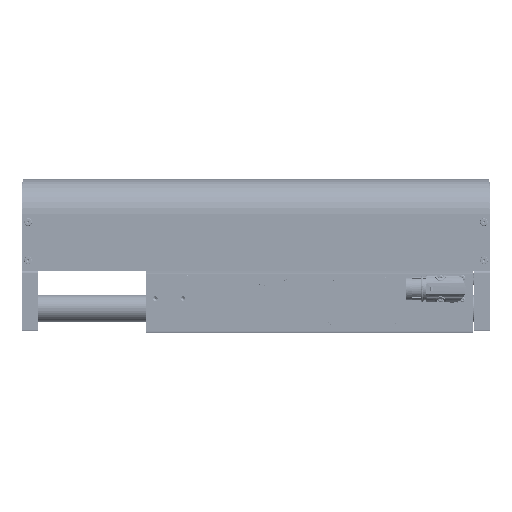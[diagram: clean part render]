
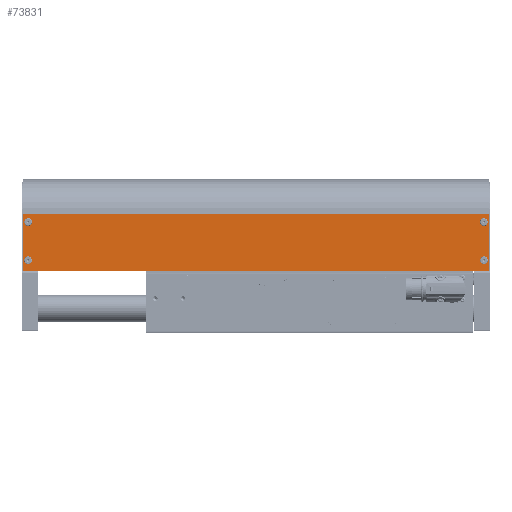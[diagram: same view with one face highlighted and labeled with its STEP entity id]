
A CAD part, top view. The second image highlights one B-rep face of the part: STEP entity #73831.
In plain terms, the highlighted face is planar.
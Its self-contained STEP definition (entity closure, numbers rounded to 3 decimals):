
#957 = CARTESIAN_POINT ( 'NONE',  ( -32., 0., 427. ) ) ;
#1747 = DIRECTION ( 'NONE',  ( 0., 0., 1. ) ) ;
#1933 = EDGE_LOOP ( 'NONE', ( #17251 ) ) ;
#3297 = VECTOR ( 'NONE', #45235, 1000. ) ;
#4740 = ORIENTED_EDGE ( 'NONE', *, *, #13693, .F. ) ;
#7273 = EDGE_CURVE ( 'NONE', #13045, #68414, #62202, .T. ) ;
#7970 = VERTEX_POINT ( 'NONE', #20608 ) ;
#9145 = CARTESIAN_POINT ( 'NONE',  ( -32., -7., 5. ) ) ;
#9264 = EDGE_LOOP ( 'NONE', ( #4740 ) ) ;
#9684 = CIRCLE ( 'NONE', #55140, 2.4 ) ;
#10176 = CARTESIAN_POINT ( 'NONE',  ( -32., 0., 0. ) ) ;
#10644 = CARTESIAN_POINT ( 'NONE',  ( -32., 0., 427. ) ) ;
#12222 = DIRECTION ( 'NONE',  ( 0., 1., 0. ) ) ;
#13045 = VERTEX_POINT ( 'NONE', #10644 ) ;
#13693 = EDGE_CURVE ( 'NONE', #53040, #53040, #9684, .T. ) ;
#14299 = EDGE_LOOP ( 'NONE', ( #48536, #52639, #21932, #64281 ) ) ;
#15253 = CARTESIAN_POINT ( 'NONE',  ( -32., -7., 422. ) ) ;
#15500 = EDGE_CURVE ( 'NONE', #7970, #7970, #65014, .T. ) ;
#15746 = DIRECTION ( 'NONE',  ( 0., -1., 0. ) ) ;
#16030 = DIRECTION ( 'NONE',  ( 0., 0., 1. ) ) ;
#17251 = ORIENTED_EDGE ( 'NONE', *, *, #15500, .F. ) ;
#18176 = VERTEX_POINT ( 'NONE', #18565 ) ;
#18565 = CARTESIAN_POINT ( 'NONE',  ( -32., -42., 424.4 ) ) ;
#19046 = LINE ( 'NONE', #54490, #48366 ) ;
#19454 = CIRCLE ( 'NONE', #67481, 2.4 ) ;
#19823 = EDGE_LOOP ( 'NONE', ( #31797 ) ) ;
#20608 = CARTESIAN_POINT ( 'NONE',  ( -32., -7., 424.4 ) ) ;
#20875 = VERTEX_POINT ( 'NONE', #10176 ) ;
#21028 = CARTESIAN_POINT ( 'NONE',  ( -32., -51.5, 0. ) ) ;
#21811 = EDGE_CURVE ( 'NONE', #24395, #24395, #19454, .T. ) ;
#21932 = ORIENTED_EDGE ( 'NONE', *, *, #7273, .F. ) ;
#23366 = FACE_BOUND ( 'NONE', #9264, .T. ) ;
#24395 = VERTEX_POINT ( 'NONE', #29829 ) ;
#25916 = LINE ( 'NONE', #957, #74969 ) ;
#26045 = DIRECTION ( 'NONE',  ( -1., 0., 0. ) ) ;
#28404 = CARTESIAN_POINT ( 'NONE',  ( -32., 0., 427. ) ) ;
#28615 = EDGE_CURVE ( 'NONE', #20875, #73975, #45032, .T. ) ;
#29829 = CARTESIAN_POINT ( 'NONE',  ( -32., -42., 7.4 ) ) ;
#29914 = DIRECTION ( 'NONE',  ( 0., 0., 1. ) ) ;
#29932 = VECTOR ( 'NONE', #15746, 1000. ) ;
#31509 = EDGE_CURVE ( 'NONE', #18176, #18176, #67145, .T. ) ;
#31716 = DIRECTION ( 'NONE',  ( 0., 0., -1. ) ) ;
#31785 = AXIS2_PLACEMENT_3D ( 'NONE', #15253, #75014, #16030 ) ;
#31797 = ORIENTED_EDGE ( 'NONE', *, *, #31509, .F. ) ;
#32175 = DIRECTION ( 'NONE',  ( -1., 0., 0. ) ) ;
#34184 = FACE_BOUND ( 'NONE', #36848, .T. ) ;
#36848 = EDGE_LOOP ( 'NONE', ( #64993 ) ) ;
#38325 = DIRECTION ( 'NONE',  ( 0., 0., 1. ) ) ;
#38695 = CARTESIAN_POINT ( 'NONE',  ( -32., 0., 427. ) ) ;
#43770 = AXIS2_PLACEMENT_3D ( 'NONE', #53034, #47234, #29914 ) ;
#45032 = LINE ( 'NONE', #68546, #29932 ) ;
#45235 = DIRECTION ( 'NONE',  ( 0., -1., 0. ) ) ;
#45756 = FACE_BOUND ( 'NONE', #19823, .T. ) ;
#47234 = DIRECTION ( 'NONE',  ( -1., 0., 0. ) ) ;
#48366 = VECTOR ( 'NONE', #1747, 1000. ) ;
#48536 = ORIENTED_EDGE ( 'NONE', *, *, #28615, .T. ) ;
#48731 = EDGE_CURVE ( 'NONE', #13045, #20875, #25916, .T. ) ;
#52276 = PLANE ( 'NONE',  #75445 ) ;
#52639 = ORIENTED_EDGE ( 'NONE', *, *, #56920, .T. ) ;
#53034 = CARTESIAN_POINT ( 'NONE',  ( -32., -42., 422. ) ) ;
#53040 = VERTEX_POINT ( 'NONE', #65766 ) ;
#53062 = FACE_OUTER_BOUND ( 'NONE', #14299, .T. ) ;
#54490 = CARTESIAN_POINT ( 'NONE',  ( -32., -51.5, 427. ) ) ;
#55140 = AXIS2_PLACEMENT_3D ( 'NONE', #9145, #26045, #68060 ) ;
#56920 = EDGE_CURVE ( 'NONE', #73975, #68414, #19046, .T. ) ;
#57437 = CARTESIAN_POINT ( 'NONE',  ( -32., -51.5, 427. ) ) ;
#61828 = CARTESIAN_POINT ( 'NONE',  ( -32., -42., 5. ) ) ;
#62202 = LINE ( 'NONE', #38695, #3297 ) ;
#64281 = ORIENTED_EDGE ( 'NONE', *, *, #48731, .T. ) ;
#64993 = ORIENTED_EDGE ( 'NONE', *, *, #21811, .F. ) ;
#65009 = FACE_BOUND ( 'NONE', #1933, .T. ) ;
#65014 = CIRCLE ( 'NONE', #31785, 2.4 ) ;
#65766 = CARTESIAN_POINT ( 'NONE',  ( -32., -7., 7.4 ) ) ;
#67145 = CIRCLE ( 'NONE', #43770, 2.4 ) ;
#67481 = AXIS2_PLACEMENT_3D ( 'NONE', #61828, #32175, #38325 ) ;
#68060 = DIRECTION ( 'NONE',  ( 0., 0., 1. ) ) ;
#68414 = VERTEX_POINT ( 'NONE', #57437 ) ;
#68546 = CARTESIAN_POINT ( 'NONE',  ( -32., 0., 0. ) ) ;
#69295 = DIRECTION ( 'NONE',  ( 1., 0., 0. ) ) ;
#73831 = ADVANCED_FACE ( 'NONE', ( #65009, #53062, #45756, #34184, #23366 ), #52276, .F. ) ;
#73975 = VERTEX_POINT ( 'NONE', #21028 ) ;
#74969 = VECTOR ( 'NONE', #31716, 1000. ) ;
#75014 = DIRECTION ( 'NONE',  ( -1., 0., 0. ) ) ;
#75445 = AXIS2_PLACEMENT_3D ( 'NONE', #28404, #69295, #12222 ) ;
